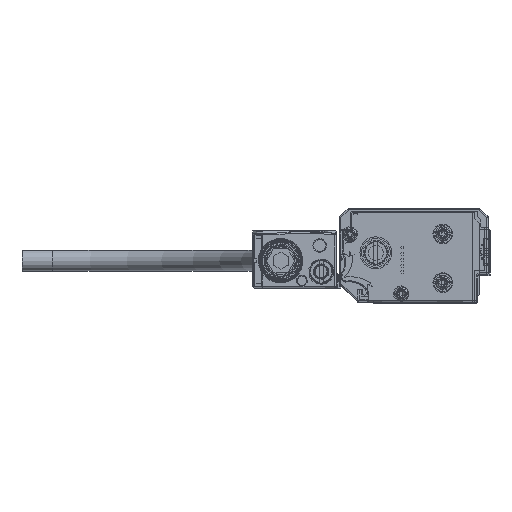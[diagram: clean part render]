
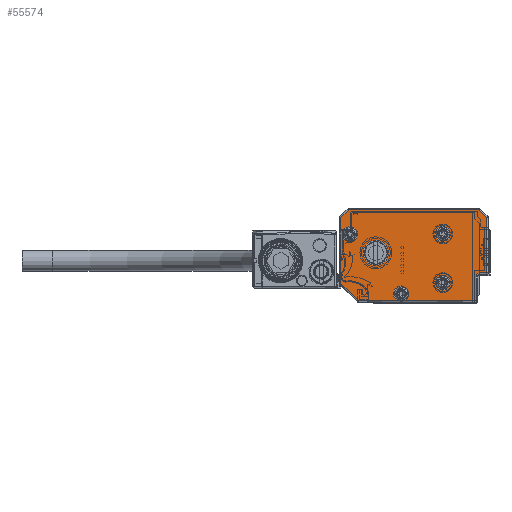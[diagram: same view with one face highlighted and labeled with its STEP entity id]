
A CAD part, left-side view. The second image highlights one B-rep face of the part: STEP entity #55574.
In plain terms, the highlighted planar face has unit normal (-1, 0, 0).
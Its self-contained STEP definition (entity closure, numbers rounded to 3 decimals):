
#55359=AXIS2_PLACEMENT_3D('Circle Axis2P3D',#55357,#55358,$) ;
#55387=AXIS2_PLACEMENT_3D('Circle Axis2P3D',#55385,#55386,$) ;
#55402=AXIS2_PLACEMENT_3D('Plane Axis2P3D',#55399,#55400,#55401) ;
#55406=AXIS2_PLACEMENT_3D('Circle Axis2P3D',#55404,#55405,$) ;
#55413=AXIS2_PLACEMENT_3D('Circle Axis2P3D',#55411,#55412,$) ;
#55420=AXIS2_PLACEMENT_3D('Circle Axis2P3D',#55418,#55419,$) ;
#55432=AXIS2_PLACEMENT_3D('Circle Axis2P3D',#55430,#55431,$) ;
#55504=AXIS2_PLACEMENT_3D('Circle Axis2P3D',#55502,#55503,$) ;
#55513=AXIS2_PLACEMENT_3D('Circle Axis2P3D',#55511,#55512,$) ;
#55522=AXIS2_PLACEMENT_3D('Circle Axis2P3D',#55520,#55521,$) ;
#55531=AXIS2_PLACEMENT_3D('Circle Axis2P3D',#55529,#55530,$) ;
#55540=AXIS2_PLACEMENT_3D('Circle Axis2P3D',#55538,#55539,$) ;
#55549=AXIS2_PLACEMENT_3D('Circle Axis2P3D',#55547,#55548,$) ;
#55558=AXIS2_PLACEMENT_3D('Circle Axis2P3D',#55556,#55557,$) ;
#55567=AXIS2_PLACEMENT_3D('Circle Axis2P3D',#55565,#55566,$) ;
#45075=CARTESIAN_POINT('Vertex',(-3373.,8.4,-1.)) ;
#45077=CARTESIAN_POINT('Vertex',(-3373.,7.,-1.)) ;
#45080=CARTESIAN_POINT('Line Origine',(-3373.,3.5,-1.)) ;
#45084=CARTESIAN_POINT('Vertex',(-3373.,21.793,-1.)) ;
#45096=CARTESIAN_POINT('Vertex',(-3373.,-17.,-1.)) ;
#45099=CARTESIAN_POINT('Line Origine',(-3373.,3.5,-1.)) ;
#55357=CARTESIAN_POINT('Axis2P3D Location',(-3373.,7.7,1.4)) ;
#55361=CARTESIAN_POINT('Vertex',(-3373.,5.2,1.4)) ;
#55382=CARTESIAN_POINT('Vertex',(-3373.,9.894,0.201)) ;
#55385=CARTESIAN_POINT('Axis2P3D Location',(-3373.,7.7,1.4)) ;
#55399=CARTESIAN_POINT('Axis2P3D Location',(-3373.,-21.5,13.5)) ;
#55404=CARTESIAN_POINT('Axis2P3D Location',(-3373.,7.7,1.4)) ;
#55408=CARTESIAN_POINT('Vertex',(-3373.,10.2,1.4)) ;
#55411=CARTESIAN_POINT('Axis2P3D Location',(-3373.,7.7,1.4)) ;
#55415=CARTESIAN_POINT('Vertex',(-3373.,5.506,2.599)) ;
#55418=CARTESIAN_POINT('Axis2P3D Location',(-3373.,7.7,1.4)) ;
#55423=CARTESIAN_POINT('Line Origine',(-3373.,-17.,3.1)) ;
#55427=CARTESIAN_POINT('Vertex',(-3373.,-17.,7.2)) ;
#55430=CARTESIAN_POINT('Axis2P3D Location',(-3373.,-18.,7.2)) ;
#55434=CARTESIAN_POINT('Vertex',(-3373.,-18.,8.2)) ;
#55437=CARTESIAN_POINT('Line Origine',(-3373.,-19.25,8.2)) ;
#55441=CARTESIAN_POINT('Vertex',(-3373.,-20.5,8.2)) ;
#55444=CARTESIAN_POINT('Line Origine',(-3373.,-20.5,17.246)) ;
#55448=CARTESIAN_POINT('Vertex',(-3373.,-20.5,26.293)) ;
#55451=CARTESIAN_POINT('Line Origine',(-3373.,-19.146,27.646)) ;
#55455=CARTESIAN_POINT('Vertex',(-3373.,-17.793,29.)) ;
#55458=CARTESIAN_POINT('Line Origine',(-3373.,3.5,29.)) ;
#55462=CARTESIAN_POINT('Vertex',(-3373.,24.793,29.)) ;
#55465=CARTESIAN_POINT('Line Origine',(-3373.,26.146,27.646)) ;
#55469=CARTESIAN_POINT('Vertex',(-3373.,27.5,26.293)) ;
#55472=CARTESIAN_POINT('Line Origine',(-3373.,27.5,15.5)) ;
#55476=CARTESIAN_POINT('Vertex',(-3373.,27.5,4.707)) ;
#55479=CARTESIAN_POINT('Line Origine',(-3373.,24.646,1.854)) ;
#55502=CARTESIAN_POINT('Axis2P3D Location',(-3373.,-6.,5.)) ;
#55506=CARTESIAN_POINT('Vertex',(-3373.,-3.806,3.801)) ;
#55508=CARTESIAN_POINT('Vertex',(-3373.,-8.194,6.199)) ;
#55511=CARTESIAN_POINT('Axis2P3D Location',(-3373.,-6.,5.)) ;
#55520=CARTESIAN_POINT('Axis2P3D Location',(-3373.,16.,14.8)) ;
#55524=CARTESIAN_POINT('Vertex',(-3373.,11.85,14.8)) ;
#55526=CARTESIAN_POINT('Vertex',(-3373.,20.15,14.8)) ;
#55529=CARTESIAN_POINT('Axis2P3D Location',(-3373.,16.,14.8)) ;
#55538=CARTESIAN_POINT('Axis2P3D Location',(-3373.,-6.,21.)) ;
#55542=CARTESIAN_POINT('Vertex',(-3373.,-8.194,22.199)) ;
#55544=CARTESIAN_POINT('Vertex',(-3373.,-3.806,19.801)) ;
#55547=CARTESIAN_POINT('Axis2P3D Location',(-3373.,-6.,21.)) ;
#55556=CARTESIAN_POINT('Axis2P3D Location',(-3373.,24.5,20.9)) ;
#55560=CARTESIAN_POINT('Vertex',(-3373.,22.306,22.099)) ;
#55562=CARTESIAN_POINT('Vertex',(-3373.,26.694,19.701)) ;
#55565=CARTESIAN_POINT('Axis2P3D Location',(-3373.,24.5,20.9)) ;
#45081=DIRECTION('Vector Direction',(0.,1.,0.)) ;
#45100=DIRECTION('Vector Direction',(0.,1.,0.)) ;
#55358=DIRECTION('Axis2P3D Direction',(-1.,0.,0.)) ;
#55386=DIRECTION('Axis2P3D Direction',(-1.,0.,0.)) ;
#55400=DIRECTION('Axis2P3D Direction',(1.,0.,0.)) ;
#55401=DIRECTION('Axis2P3D XDirection',(0.,1.,0.)) ;
#55405=DIRECTION('Axis2P3D Direction',(1.,0.,0.)) ;
#55412=DIRECTION('Axis2P3D Direction',(1.,0.,0.)) ;
#55419=DIRECTION('Axis2P3D Direction',(1.,0.,0.)) ;
#55424=DIRECTION('Vector Direction',(0.,0.,1.)) ;
#55431=DIRECTION('Axis2P3D Direction',(1.,0.,0.)) ;
#55438=DIRECTION('Vector Direction',(0.,-1.,0.)) ;
#55445=DIRECTION('Vector Direction',(0.,0.,1.)) ;
#55452=DIRECTION('Vector Direction',(0.,-0.707,-0.707)) ;
#55459=DIRECTION('Vector Direction',(0.,1.,0.)) ;
#55466=DIRECTION('Vector Direction',(0.,0.707,-0.707)) ;
#55473=DIRECTION('Vector Direction',(0.,0.,-1.)) ;
#55480=DIRECTION('Vector Direction',(0.,-0.707,-0.707)) ;
#55503=DIRECTION('Axis2P3D Direction',(1.,0.,0.)) ;
#55512=DIRECTION('Axis2P3D Direction',(1.,0.,0.)) ;
#55521=DIRECTION('Axis2P3D Direction',(1.,0.,0.)) ;
#55530=DIRECTION('Axis2P3D Direction',(1.,0.,0.)) ;
#55539=DIRECTION('Axis2P3D Direction',(1.,0.,0.)) ;
#55548=DIRECTION('Axis2P3D Direction',(1.,0.,0.)) ;
#55557=DIRECTION('Axis2P3D Direction',(1.,0.,0.)) ;
#55566=DIRECTION('Axis2P3D Direction',(1.,0.,0.)) ;
#45082=VECTOR('Line Direction',#45081,1.) ;
#45101=VECTOR('Line Direction',#45100,1.) ;
#55425=VECTOR('Line Direction',#55424,1.) ;
#55439=VECTOR('Line Direction',#55438,1.) ;
#55446=VECTOR('Line Direction',#55445,1.) ;
#55453=VECTOR('Line Direction',#55452,1.) ;
#55460=VECTOR('Line Direction',#55459,1.) ;
#55467=VECTOR('Line Direction',#55466,1.) ;
#55474=VECTOR('Line Direction',#55473,1.) ;
#55481=VECTOR('Line Direction',#55480,1.) ;
#55485=ORIENTED_EDGE('',*,*,#55389,.T.) ;
#55486=ORIENTED_EDGE('',*,*,#55410,.T.) ;
#55487=ORIENTED_EDGE('',*,*,#55417,.T.) ;
#55488=ORIENTED_EDGE('',*,*,#55422,.T.) ;
#55489=ORIENTED_EDGE('',*,*,#55363,.T.) ;
#55490=ORIENTED_EDGE('',*,*,#45103,.F.) ;
#55491=ORIENTED_EDGE('',*,*,#55429,.F.) ;
#55492=ORIENTED_EDGE('',*,*,#55436,.F.) ;
#55493=ORIENTED_EDGE('',*,*,#55443,.F.) ;
#55494=ORIENTED_EDGE('',*,*,#55450,.F.) ;
#55495=ORIENTED_EDGE('',*,*,#55457,.F.) ;
#55496=ORIENTED_EDGE('',*,*,#55464,.F.) ;
#55497=ORIENTED_EDGE('',*,*,#55471,.F.) ;
#55498=ORIENTED_EDGE('',*,*,#55478,.F.) ;
#55499=ORIENTED_EDGE('',*,*,#55483,.F.) ;
#55500=ORIENTED_EDGE('',*,*,#45086,.F.) ;
#55517=ORIENTED_EDGE('',*,*,#55510,.T.) ;
#55518=ORIENTED_EDGE('',*,*,#55515,.T.) ;
#55535=ORIENTED_EDGE('',*,*,#55528,.T.) ;
#55536=ORIENTED_EDGE('',*,*,#55533,.T.) ;
#55553=ORIENTED_EDGE('',*,*,#55546,.T.) ;
#55554=ORIENTED_EDGE('',*,*,#55551,.T.) ;
#55571=ORIENTED_EDGE('',*,*,#55564,.T.) ;
#55572=ORIENTED_EDGE('',*,*,#55569,.T.) ;
#55519=FACE_BOUND('',#55516,.T.) ;
#55537=FACE_BOUND('',#55534,.T.) ;
#55555=FACE_BOUND('',#55552,.T.) ;
#55573=FACE_BOUND('',#55570,.T.) ;
#55574=ADVANCED_FACE('\X2\FF8AFF9FFF70FF82\X0\ \X2\FF8EFF9EFF83FF9EFF68FF70\X0\',(#55501,#55519,#55537,#55555,#55573),#55403,.F.) ;
#55360=CIRCLE('generated circle',#55359,2.5) ;
#55388=CIRCLE('generated circle',#55387,2.5) ;
#55407=CIRCLE('generated circle',#55406,2.5) ;
#55414=CIRCLE('generated circle',#55413,2.5) ;
#55421=CIRCLE('generated circle',#55420,2.5) ;
#55433=CIRCLE('generated circle',#55432,1.) ;
#55505=CIRCLE('generated circle',#55504,2.5) ;
#55514=CIRCLE('generated circle',#55513,2.5) ;
#55523=CIRCLE('generated circle',#55522,4.15) ;
#55532=CIRCLE('generated circle',#55531,4.15) ;
#55541=CIRCLE('generated circle',#55540,2.5) ;
#55550=CIRCLE('generated circle',#55549,2.5) ;
#55559=CIRCLE('generated circle',#55558,2.5) ;
#55568=CIRCLE('generated circle',#55567,2.5) ;
#45086=EDGE_CURVE('',#45076,#45085,#45083,.T.) ;
#45103=EDGE_CURVE('',#45097,#45078,#45102,.T.) ;
#55363=EDGE_CURVE('',#55362,#45078,#55360,.F.) ;
#55389=EDGE_CURVE('',#45076,#55383,#55388,.F.) ;
#55410=EDGE_CURVE('',#55383,#55409,#55407,.T.) ;
#55417=EDGE_CURVE('',#55409,#55416,#55414,.T.) ;
#55422=EDGE_CURVE('',#55416,#55362,#55421,.T.) ;
#55429=EDGE_CURVE('',#55428,#45097,#55426,.F.) ;
#55436=EDGE_CURVE('',#55435,#55428,#55433,.F.) ;
#55443=EDGE_CURVE('',#55442,#55435,#55440,.F.) ;
#55450=EDGE_CURVE('',#55449,#55442,#55447,.F.) ;
#55457=EDGE_CURVE('',#55456,#55449,#55454,.T.) ;
#55464=EDGE_CURVE('',#55463,#55456,#55461,.F.) ;
#55471=EDGE_CURVE('',#55470,#55463,#55468,.F.) ;
#55478=EDGE_CURVE('',#55477,#55470,#55475,.F.) ;
#55483=EDGE_CURVE('',#45085,#55477,#55482,.F.) ;
#55510=EDGE_CURVE('',#55507,#55509,#55505,.T.) ;
#55515=EDGE_CURVE('',#55509,#55507,#55514,.T.) ;
#55528=EDGE_CURVE('',#55525,#55527,#55523,.T.) ;
#55533=EDGE_CURVE('',#55527,#55525,#55532,.T.) ;
#55546=EDGE_CURVE('',#55543,#55545,#55541,.T.) ;
#55551=EDGE_CURVE('',#55545,#55543,#55550,.T.) ;
#55564=EDGE_CURVE('',#55561,#55563,#55559,.T.) ;
#55569=EDGE_CURVE('',#55563,#55561,#55568,.T.) ;
#55484=EDGE_LOOP('',(#55485,#55486,#55487,#55488,#55489,#55490,#55491,#55492,#55493,#55494,#55495,#55496,#55497,#55498,#55499,#55500)) ;
#55516=EDGE_LOOP('',(#55517,#55518)) ;
#55534=EDGE_LOOP('',(#55535,#55536)) ;
#55552=EDGE_LOOP('',(#55553,#55554)) ;
#55570=EDGE_LOOP('',(#55571,#55572)) ;
#55501=FACE_OUTER_BOUND('',#55484,.T.) ;
#45083=LINE('Line',#45080,#45082) ;
#45102=LINE('Line',#45099,#45101) ;
#55426=LINE('Line',#55423,#55425) ;
#55440=LINE('Line',#55437,#55439) ;
#55447=LINE('Line',#55444,#55446) ;
#55454=LINE('Line',#55451,#55453) ;
#55461=LINE('Line',#55458,#55460) ;
#55468=LINE('Line',#55465,#55467) ;
#55475=LINE('Line',#55472,#55474) ;
#55482=LINE('Line',#55479,#55481) ;
#55403=PLANE('Plane',#55402) ;
#45076=VERTEX_POINT('',#45075) ;
#45078=VERTEX_POINT('',#45077) ;
#45085=VERTEX_POINT('',#45084) ;
#45097=VERTEX_POINT('',#45096) ;
#55362=VERTEX_POINT('',#55361) ;
#55383=VERTEX_POINT('',#55382) ;
#55409=VERTEX_POINT('',#55408) ;
#55416=VERTEX_POINT('',#55415) ;
#55428=VERTEX_POINT('',#55427) ;
#55435=VERTEX_POINT('',#55434) ;
#55442=VERTEX_POINT('',#55441) ;
#55449=VERTEX_POINT('',#55448) ;
#55456=VERTEX_POINT('',#55455) ;
#55463=VERTEX_POINT('',#55462) ;
#55470=VERTEX_POINT('',#55469) ;
#55477=VERTEX_POINT('',#55476) ;
#55507=VERTEX_POINT('',#55506) ;
#55509=VERTEX_POINT('',#55508) ;
#55525=VERTEX_POINT('',#55524) ;
#55527=VERTEX_POINT('',#55526) ;
#55543=VERTEX_POINT('',#55542) ;
#55545=VERTEX_POINT('',#55544) ;
#55561=VERTEX_POINT('',#55560) ;
#55563=VERTEX_POINT('',#55562) ;
